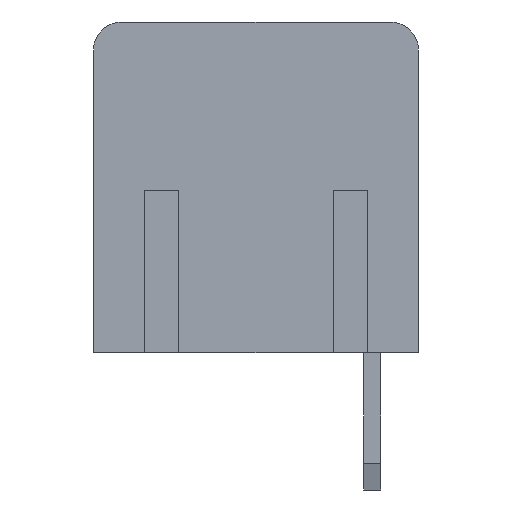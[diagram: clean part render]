
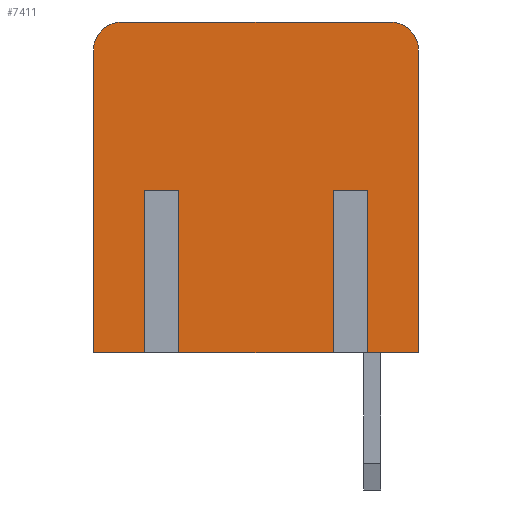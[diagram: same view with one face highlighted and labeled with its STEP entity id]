
A CAD part, left-side view. The second image highlights one B-rep face of the part: STEP entity #7411.
In plain terms, the highlighted planar face has unit normal (-1, 0, 0).
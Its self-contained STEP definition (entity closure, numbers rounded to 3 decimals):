
#458=PLANE('',#7784);
#769=LINE('',#9431,#1227);
#777=LINE('',#9447,#1235);
#785=LINE('',#9463,#1243);
#822=LINE('',#9537,#1280);
#823=LINE('',#9539,#1281);
#828=LINE('',#9550,#1286);
#844=LINE('',#9583,#1302);
#845=LINE('',#9585,#1303);
#846=LINE('',#9587,#1304);
#847=LINE('',#9590,#1305);
#848=LINE('',#9592,#1306);
#849=LINE('',#9594,#1307);
#1227=VECTOR('',#8229,1000.);
#1235=VECTOR('',#8237,1000.);
#1243=VECTOR('',#8245,1000.);
#1280=VECTOR('',#8292,1000.);
#1281=VECTOR('',#8295,1000.);
#1286=VECTOR('',#8302,1000.);
#1302=VECTOR('',#8334,1000.);
#1303=VECTOR('',#8335,1000.);
#1304=VECTOR('',#8336,1000.);
#1305=VECTOR('',#8341,1000.);
#1306=VECTOR('',#8342,1000.);
#1307=VECTOR('',#8343,1000.);
#1832=ORIENTED_EDGE('',*,*,#3434,.F.);
#1833=ORIENTED_EDGE('',*,*,#3435,.T.);
#1834=ORIENTED_EDGE('',*,*,#3436,.T.);
#1835=ORIENTED_EDGE('',*,*,#3359,.F.);
#1836=ORIENTED_EDGE('',*,*,#3412,.F.);
#1837=ORIENTED_EDGE('',*,*,#3437,.T.);
#1838=ORIENTED_EDGE('',*,*,#3418,.T.);
#1839=ORIENTED_EDGE('',*,*,#3438,.T.);
#1840=ORIENTED_EDGE('',*,*,#3413,.T.);
#1841=ORIENTED_EDGE('',*,*,#3375,.F.);
#1842=ORIENTED_EDGE('',*,*,#3439,.F.);
#1843=ORIENTED_EDGE('',*,*,#3440,.T.);
#1844=ORIENTED_EDGE('',*,*,#3441,.T.);
#1845=ORIENTED_EDGE('',*,*,#3367,.F.);
#3359=EDGE_CURVE('',#4177,#4178,#769,.T.);
#3367=EDGE_CURVE('',#4185,#4186,#777,.T.);
#3375=EDGE_CURVE('',#4193,#4194,#785,.T.);
#3412=EDGE_CURVE('',#4225,#4177,#822,.T.);
#3413=EDGE_CURVE('',#4226,#4194,#823,.T.);
#3418=EDGE_CURVE('',#4231,#4230,#828,.T.);
#3434=EDGE_CURVE('',#4240,#4185,#844,.T.);
#3435=EDGE_CURVE('',#4240,#4241,#845,.T.);
#3436=EDGE_CURVE('',#4241,#4178,#846,.T.);
#3437=EDGE_CURVE('',#4225,#4231,#4658,.T.);
#3438=EDGE_CURVE('',#4230,#4226,#4659,.T.);
#3439=EDGE_CURVE('',#4242,#4193,#847,.T.);
#3440=EDGE_CURVE('',#4242,#4243,#848,.T.);
#3441=EDGE_CURVE('',#4243,#4186,#849,.T.);
#4177=VERTEX_POINT('',#9430);
#4178=VERTEX_POINT('',#9432);
#4185=VERTEX_POINT('',#9446);
#4186=VERTEX_POINT('',#9448);
#4193=VERTEX_POINT('',#9462);
#4194=VERTEX_POINT('',#9464);
#4225=VERTEX_POINT('',#9536);
#4226=VERTEX_POINT('',#9540);
#4230=VERTEX_POINT('',#9549);
#4231=VERTEX_POINT('',#9551);
#4240=VERTEX_POINT('',#9584);
#4241=VERTEX_POINT('',#9586);
#4242=VERTEX_POINT('',#9591);
#4243=VERTEX_POINT('',#9593);
#4658=CIRCLE('',#7785,1.041);
#4659=CIRCLE('',#7786,1.041);
#4737=EDGE_LOOP('',(#1832,#1833,#1834,#1835,#1836,#1837,#1838,#1839,#1840,
#1841,#1842,#1843,#1844,#1845));
#5101=FACE_BOUND('',#4737,.T.);
#7411=ADVANCED_FACE('',(#5101),#458,.T.);
#7784=AXIS2_PLACEMENT_3D('',#9582,#8332,#8333);
#7785=AXIS2_PLACEMENT_3D('',#9588,#8337,#8338);
#7786=AXIS2_PLACEMENT_3D('',#9589,#8339,#8340);
#8229=DIRECTION('',(0.,1.,0.));
#8237=DIRECTION('',(0.,1.,0.));
#8245=DIRECTION('',(0.,1.,0.));
#8292=DIRECTION('',(0.,0.,-1.));
#8295=DIRECTION('',(0.,0.,-1.));
#8302=DIRECTION('',(0.,1.,0.));
#8332=DIRECTION('',(-1.,0.,0.));
#8333=DIRECTION('',(0.,0.,1.));
#8334=DIRECTION('',(0.,0.,-1.));
#8335=DIRECTION('',(0.,-1.,0.));
#8336=DIRECTION('',(0.,0.,-1.));
#8337=DIRECTION('',(-1.,0.,0.));
#8338=DIRECTION('',(0.,0.,1.));
#8339=DIRECTION('',(-1.,0.,0.));
#8340=DIRECTION('',(0.,0.,1.));
#8341=DIRECTION('',(0.,0.,-1.));
#8342=DIRECTION('',(0.,-1.,0.));
#8343=DIRECTION('',(0.,0.,-1.));
#9430=CARTESIAN_POINT('',(-8.09,-1.714,0.));
#9431=CARTESIAN_POINT('',(-8.09,-1.714,0.));
#9432=CARTESIAN_POINT('',(-8.09,0.597,0.));
#9446=CARTESIAN_POINT('',(-8.09,0.991,0.));
#9447=CARTESIAN_POINT('',(-8.09,-1.714,0.));
#9448=CARTESIAN_POINT('',(-8.09,7.595,0.));
#9462=CARTESIAN_POINT('',(-8.09,7.988,0.));
#9463=CARTESIAN_POINT('',(-8.09,-1.714,0.));
#9464=CARTESIAN_POINT('',(-8.09,10.3,0.));
#9536=CARTESIAN_POINT('',(-8.09,-1.714,11.176));
#9537=CARTESIAN_POINT('',(-8.09,-1.714,12.217));
#9539=CARTESIAN_POINT('',(-8.09,10.3,12.217));
#9540=CARTESIAN_POINT('',(-8.09,10.3,11.176));
#9549=CARTESIAN_POINT('',(-8.09,9.258,12.217));
#9550=CARTESIAN_POINT('',(-8.09,-1.714,12.217));
#9551=CARTESIAN_POINT('',(-8.09,-0.673,12.217));
#9582=CARTESIAN_POINT('',(-8.09,-1.714,12.217));
#9583=CARTESIAN_POINT('',(-8.09,0.991,5.994));
#9584=CARTESIAN_POINT('',(-8.09,0.991,5.994));
#9585=CARTESIAN_POINT('',(-8.09,0.991,5.994));
#9586=CARTESIAN_POINT('',(-8.09,0.597,5.994));
#9587=CARTESIAN_POINT('',(-8.09,0.597,5.994));
#9588=CARTESIAN_POINT('',(-8.09,-0.673,11.176));
#9589=CARTESIAN_POINT('',(-8.09,9.258,11.176));
#9590=CARTESIAN_POINT('',(-8.09,7.988,5.994));
#9591=CARTESIAN_POINT('',(-8.09,7.988,5.994));
#9592=CARTESIAN_POINT('',(-8.09,7.988,5.994));
#9593=CARTESIAN_POINT('',(-8.09,7.595,5.994));
#9594=CARTESIAN_POINT('',(-8.09,7.595,5.994));
